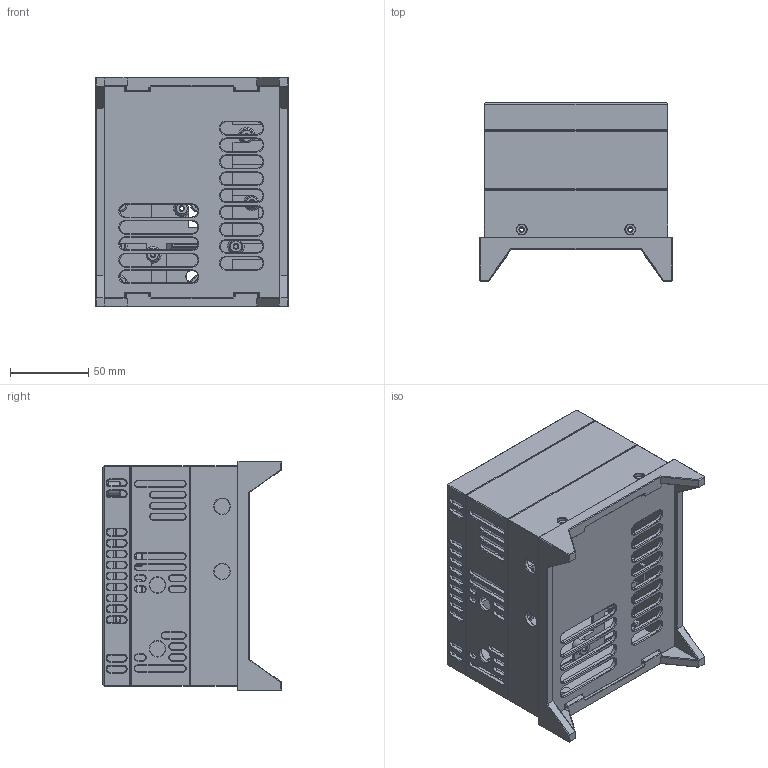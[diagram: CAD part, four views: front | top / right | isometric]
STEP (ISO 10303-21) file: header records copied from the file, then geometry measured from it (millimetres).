
FILE_DESCRIPTION(/* description */ (''),/* implementation_level */ '2;1');
FILE_NAME(/* name */ 'HeaterCase.step',/* time_stamp */ '2020-09-15T14:09:01+02:00',/* author */ (''),/* organization */ (''),/* preprocessor_version */ 'ST-DEVELOPER v18.1',/* originating_system */ 'Autodesk Translation Framework v9.3.0.1241',/* authorisation */ '');
FILE_SCHEMA (('AUTOMOTIVE_DESIGN { 1 0 10303 214 3 1 1 }'));
Length unit declared in the file: millimetre
Products named in the file (6): HeaterCase; DisplayPart; MainbardAndMosfets; Sensors_5VReg_Fan_Base; Base; Stand
Assembly tree (5 placements, depth 2):
  HeaterCase
    DisplayPart
    MainbardAndMosfets
    Sensors_5VReg_Fan_Base
    Base
    Stand
Bounding box: 122.9 x 113.7 x 146.6 mm (x, y, z)
Volume: 245130.1 mm3; surface area: 202508.7 mm2
Topology: 5 solids, 5 shells, 1602 faces, 4016 edges, 2411 vertices
Faces by surface type: plane 1292, cone 175, cylinder 135
Full cylindrical faces by diameter (mm): 2.529 x18, 3.332 x4, 6.3 x4, 7.5 x1, 8.6 x13, 9.6 x4, 10 x4
Entity records: 46760 total; most frequent: CARTESIAN_POINT 8124, ORIENTED_EDGE 8032, DIRECTION 7685, EDGE_CURVE 4016, LINE 3497, VECTOR 3497, VERTEX_POINT 2411, AXIS2_PLACEMENT_3D 2094
